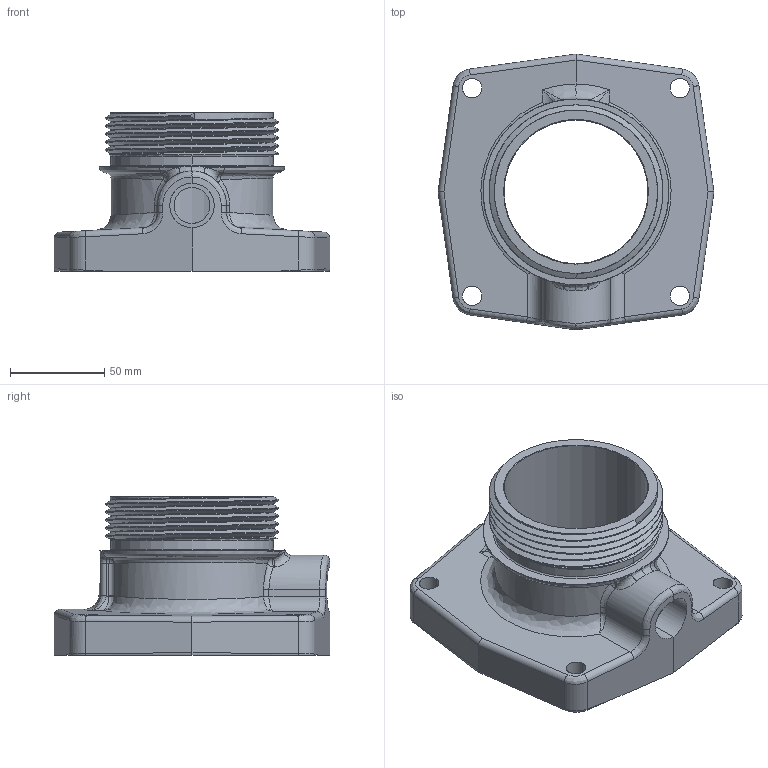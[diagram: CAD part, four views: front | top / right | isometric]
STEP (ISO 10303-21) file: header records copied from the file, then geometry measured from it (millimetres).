
FILE_DESCRIPTION((''),'2;1');
FILE_NAME('C17735','2012-09-13T',('sobri'),(''),'PRO/ENGINEER BY PARAMETRIC TECHNOLOGY CORPORATION, 2011180','PRO/ENGINEER BY PARAMETRIC TECHNOLOGY CORPORATION, 2011180','');
FILE_SCHEMA(('CONFIG_CONTROL_DESIGN'));
Length unit declared in the file: inch
Products named in the file (1): C17735
Bounding box: 146.05 x 146.05 x 84.12 mm (x, y, z)
Volume: 421616.7 mm3; surface area: 86998.2 mm2
Topology: 1 solids, 1 shells, 151 faces, 355 edges, 207 vertices
Faces by surface type: cylinder 63, bspline 56, plane 20, sphere 4, torus 4, cone 4
Entity records: 10350 total; most frequent: CARTESIAN_POINT 7307, ORIENTED_EDGE 710, DIRECTION 490, EDGE_CURVE 355, VERTEX_POINT 207, AXIS2_PLACEMENT_3D 194, EDGE_LOOP 164, B_SPLINE_CURVE_WITH_KNOTS 154
